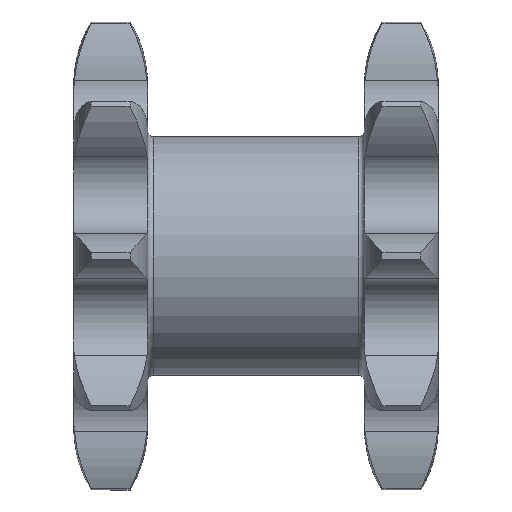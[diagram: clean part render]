
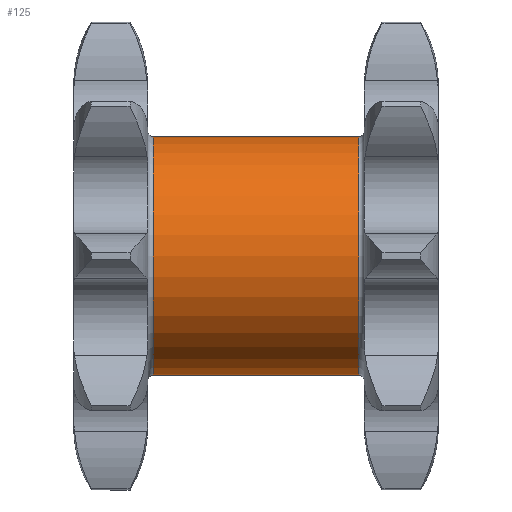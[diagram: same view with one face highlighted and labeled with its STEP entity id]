
A CAD part, front view. The second image highlights one B-rep face of the part: STEP entity #125.
In plain terms, the highlighted cylindrical face has radius 8.41 mm (diameter 16.819 mm), a partial arc.
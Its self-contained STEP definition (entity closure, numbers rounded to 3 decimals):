
#125 = ADVANCED_FACE ( 'NONE', ( #1863 ), #1699, .T. ) ;
#276 = DIRECTION ( 'NONE',  ( -1., 0., 0. ) ) ;
#357 = DIRECTION ( 'NONE',  ( -1., 0., 0. ) ) ;
#377 = DIRECTION ( 'NONE',  ( 0., 0., 1. ) ) ;
#399 = CARTESIAN_POINT ( 'NONE',  ( 0., 0., 0. ) ) ;
#609 = CARTESIAN_POINT ( 'NONE',  ( 0., 0., -8.41 ) ) ;
#914 = VECTOR ( 'NONE', #4661, 1000. ) ;
#928 = LINE ( 'NONE', #3693, #914 ) ;
#1127 = CIRCLE ( 'NONE', #1869, 8.41 ) ;
#1616 = CIRCLE ( 'NONE', #1997, 8.41 ) ;
#1692 = DIRECTION ( 'NONE',  ( 0., 0., 1. ) ) ;
#1699 = CYLINDRICAL_SURFACE ( 'NONE', #2684, 8.41 ) ;
#1720 = DIRECTION ( 'NONE',  ( -1., 0., 0. ) ) ;
#1769 = CARTESIAN_POINT ( 'NONE',  ( 20.08, 0., 0. ) ) ;
#1833 = CARTESIAN_POINT ( 'NONE',  ( 20.08, 0., 8.41 ) ) ;
#1863 = FACE_OUTER_BOUND ( 'NONE', #4724, .T. ) ;
#1869 = AXIS2_PLACEMENT_3D ( 'NONE', #1769, #1720, #1692 ) ;
#1997 = AXIS2_PLACEMENT_3D ( 'NONE', #4190, #4181, #4135 ) ;
#2074 = VECTOR ( 'NONE', #357, 1000. ) ;
#2102 = LINE ( 'NONE', #609, #2074 ) ;
#2684 = AXIS2_PLACEMENT_3D ( 'NONE', #399, #276, #377 ) ;
#2780 = VERTEX_POINT ( 'NONE', #4394 ) ;
#2807 = VERTEX_POINT ( 'NONE', #4725 ) ;
#3007 = CARTESIAN_POINT ( 'NONE',  ( 20.08, 0., -8.41 ) ) ;
#3057 = VERTEX_POINT ( 'NONE', #1833 ) ;
#3693 = CARTESIAN_POINT ( 'NONE',  ( 0., 0., 8.41 ) ) ;
#3731 = VERTEX_POINT ( 'NONE', #3007 ) ;
#3798 = EDGE_CURVE ( 'NONE', #3731, #2780, #2102, .T. ) ;
#3844 = ORIENTED_EDGE ( 'NONE', *, *, #3988, .F. ) ;
#3878 = ORIENTED_EDGE ( 'NONE', *, *, #4590, .T. ) ;
#3882 = ORIENTED_EDGE ( 'NONE', *, *, #4486, .T. ) ;
#3887 = ORIENTED_EDGE ( 'NONE', *, *, #3798, .F. ) ;
#3988 = EDGE_CURVE ( 'NONE', #2780, #2807, #1616, .T. ) ;
#4135 = DIRECTION ( 'NONE',  ( 0., 0., 1. ) ) ;
#4181 = DIRECTION ( 'NONE',  ( -1., 0., 0. ) ) ;
#4190 = CARTESIAN_POINT ( 'NONE',  ( 5.605, 0., 0. ) ) ;
#4394 = CARTESIAN_POINT ( 'NONE',  ( 5.605, 0., -8.41 ) ) ;
#4486 = EDGE_CURVE ( 'NONE', #3731, #3057, #1127, .T. ) ;
#4590 = EDGE_CURVE ( 'NONE', #3057, #2807, #928, .T. ) ;
#4661 = DIRECTION ( 'NONE',  ( -1., 0., 0. ) ) ;
#4724 = EDGE_LOOP ( 'NONE', ( #3887, #3882, #3878, #3844 ) ) ;
#4725 = CARTESIAN_POINT ( 'NONE',  ( 5.605, 0., 8.41 ) ) ;
